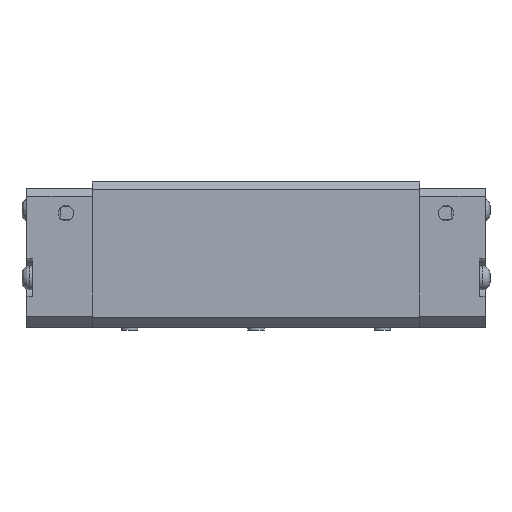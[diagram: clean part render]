
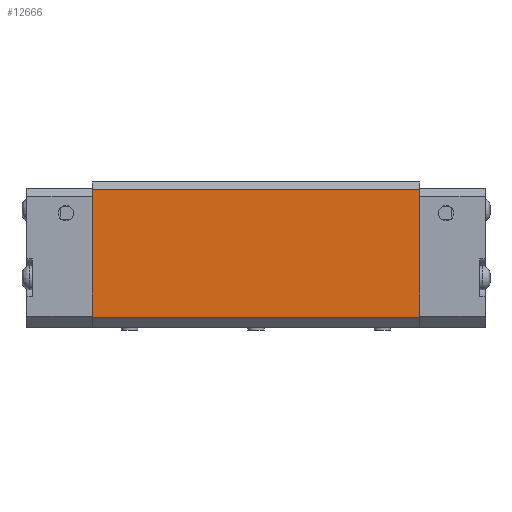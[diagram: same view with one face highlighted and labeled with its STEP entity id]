
A CAD part, front view. The second image highlights one B-rep face of the part: STEP entity #12666.
In plain terms, the highlighted planar face has unit normal (0, -1, 0).
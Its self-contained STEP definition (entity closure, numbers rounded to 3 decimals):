
#326=PLANE('',#13491);
#909=FACE_OUTER_BOUND('',#1634,.T.);
#1634=EDGE_LOOP('',(#8650,#8651,#8652,#8653));
#2510=LINE('',#18362,#3804);
#2513=LINE('',#18368,#3807);
#2514=LINE('',#18369,#3808);
#2515=LINE('',#18370,#3809);
#3804=VECTOR('',#14939,10.);
#3807=VECTOR('',#14944,10.);
#3808=VECTOR('',#14945,10.);
#3809=VECTOR('',#14946,10.);
#5472=VERTEX_POINT('',#18360);
#5473=VERTEX_POINT('',#18361);
#5474=VERTEX_POINT('',#18366);
#5475=VERTEX_POINT('',#18367);
#6715=EDGE_CURVE('',#5472,#5473,#2510,.T.);
#6718=EDGE_CURVE('',#5474,#5475,#2513,.T.);
#6719=EDGE_CURVE('',#5473,#5475,#2514,.T.);
#6720=EDGE_CURVE('',#5474,#5472,#2515,.T.);
#8650=ORIENTED_EDGE('',*,*,#6718,.T.);
#8651=ORIENTED_EDGE('',*,*,#6719,.F.);
#8652=ORIENTED_EDGE('',*,*,#6715,.F.);
#8653=ORIENTED_EDGE('',*,*,#6720,.F.);
#12666=ADVANCED_FACE('',(#909),#326,.T.);
#13491=AXIS2_PLACEMENT_3D('',#18365,#14942,#14943);
#14939=DIRECTION('',(-1.,0.,0.));
#14942=DIRECTION('center_axis',(0.,-1.,0.));
#14943=DIRECTION('ref_axis',(0.,0.,1.));
#14944=DIRECTION('',(-1.,0.,0.));
#14945=DIRECTION('',(0.,0.,1.));
#14946=DIRECTION('',(0.,0.,-1.));
#18360=CARTESIAN_POINT('',(-23.5,-31.,5.6));
#18361=CARTESIAN_POINT('',(-75.3,-31.,5.6));
#18362=CARTESIAN_POINT('',(-49.4,-31.,5.6));
#18365=CARTESIAN_POINT('Origin',(-49.4,-31.,5.6));
#18366=CARTESIAN_POINT('',(-23.5,-31.,25.8));
#18367=CARTESIAN_POINT('',(-75.3,-31.,25.8));
#18368=CARTESIAN_POINT('',(-49.4,-31.,25.8));
#18369=CARTESIAN_POINT('',(-75.3,-31.,5.6));
#18370=CARTESIAN_POINT('',(-23.5,-31.,5.6));
